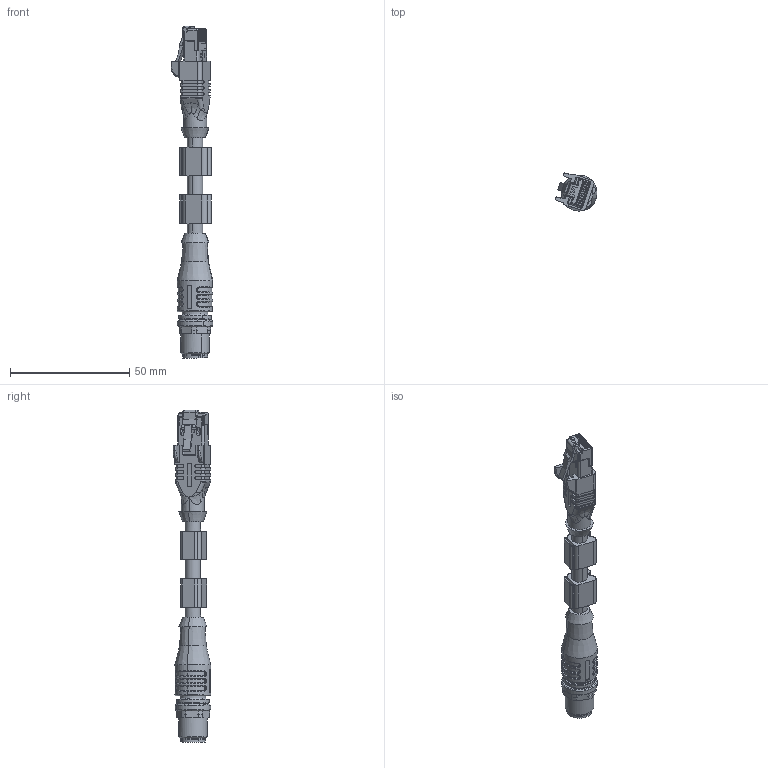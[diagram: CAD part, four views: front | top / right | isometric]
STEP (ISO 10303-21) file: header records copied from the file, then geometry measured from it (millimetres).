
FILE_DESCRIPTION(('CATIA V5 STEP Exchange','CAx-IF Rec.Pracs.--- Model Styling and Organization---1.5--- 2016-08-15','CAx-IF Rec.Pracs.---Supplemental Geometry---1.0---2011-11-01','CAx-IF Rec.Pracs.--- Composite Materials ---1.1---2010-07-15'),'2;1');
FILE_NAME ('426874-2_0', '2025-03-26T09:40:40+00:00', ('none'), ('Weidmueller'), 'CATIA Version 5-6 Release 2022 SP4 HF5', 'CATIA V5 STEP AP214 v3', 'none');
FILE_SCHEMA(('AUTOMOTIVE_DESIGN { 1 0 10303 214 1 1 1 1 }'));
Length unit declared in the file: millimetre
Products named in the file (1): 1457580000
Bounding box: 17.58 x 15.75 x 139 mm (x, y, z)
Volume: 13428.9 mm3; surface area: 7454 mm2
Topology: 1 solids, 1 shells, 1020 faces, 2782 edges, 1760 vertices
Faces by surface type: plane 401, cylinder 375, bspline 71, torus 69, cone 58, sphere 40, extrusion 6
Entity records: 35575 total; most frequent: CARTESIAN_POINT 11632, ORIENTED_EDGE 5476, DIRECTION 3908, EDGE_CURVE 2738, VERTEX_POINT 1760, AXIS2_PLACEMENT_3D 1571, VECTOR 1405, LINE 1399
